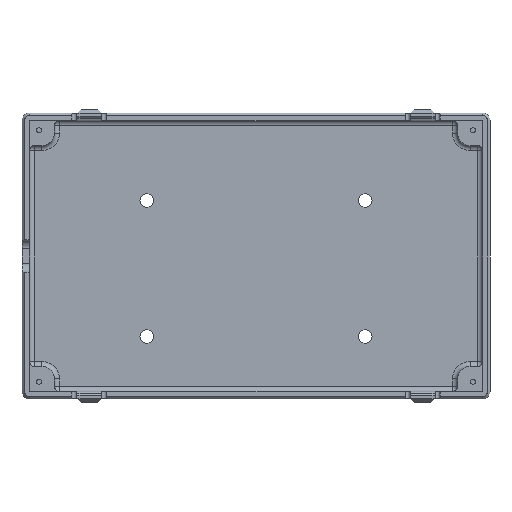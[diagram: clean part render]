
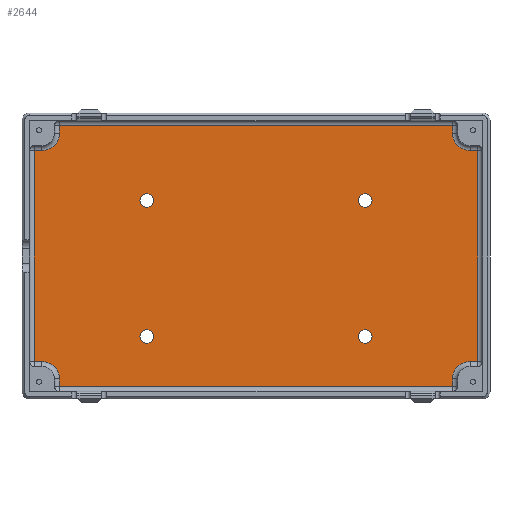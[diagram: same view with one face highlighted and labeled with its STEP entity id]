
A CAD part, front view. The second image highlights one B-rep face of the part: STEP entity #2644.
In plain terms, the highlighted planar face has unit normal (0, -1, 0).
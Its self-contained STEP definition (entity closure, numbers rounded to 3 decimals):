
#124=CIRCLE('',#2845,2.75);
#125=CIRCLE('',#2846,2.75);
#126=CIRCLE('',#2847,2.75);
#127=CIRCLE('',#2848,2.75);
#128=CIRCLE('',#2849,7.);
#129=CIRCLE('',#2850,7.);
#130=CIRCLE('',#2851,7.);
#131=CIRCLE('',#2852,7.);
#355=ORIENTED_EDGE('',*,*,#1129,.F.);
#356=ORIENTED_EDGE('',*,*,#1130,.F.);
#357=ORIENTED_EDGE('',*,*,#1131,.F.);
#358=ORIENTED_EDGE('',*,*,#1132,.F.);
#359=ORIENTED_EDGE('',*,*,#1133,.T.);
#360=ORIENTED_EDGE('',*,*,#1134,.T.);
#361=ORIENTED_EDGE('',*,*,#1135,.T.);
#362=ORIENTED_EDGE('',*,*,#1136,.T.);
#363=ORIENTED_EDGE('',*,*,#1137,.T.);
#364=ORIENTED_EDGE('',*,*,#1138,.T.);
#365=ORIENTED_EDGE('',*,*,#1139,.T.);
#366=ORIENTED_EDGE('',*,*,#1140,.T.);
#367=ORIENTED_EDGE('',*,*,#1141,.T.);
#368=ORIENTED_EDGE('',*,*,#1142,.T.);
#369=ORIENTED_EDGE('',*,*,#1143,.T.);
#370=ORIENTED_EDGE('',*,*,#1144,.T.);
#371=ORIENTED_EDGE('',*,*,#1145,.T.);
#372=ORIENTED_EDGE('',*,*,#1146,.T.);
#373=ORIENTED_EDGE('',*,*,#1147,.T.);
#374=ORIENTED_EDGE('',*,*,#1148,.T.);
#1129=EDGE_CURVE('',#1506,#1506,#124,.T.);
#1130=EDGE_CURVE('',#1507,#1507,#125,.T.);
#1131=EDGE_CURVE('',#1508,#1508,#126,.T.);
#1132=EDGE_CURVE('',#1509,#1509,#127,.T.);
#1133=EDGE_CURVE('',#1510,#1511,#128,.F.);
#1134=EDGE_CURVE('',#1511,#1512,#1742,.T.);
#1135=EDGE_CURVE('',#1512,#1513,#1743,.F.);
#1136=EDGE_CURVE('',#1513,#1514,#1744,.F.);
#1137=EDGE_CURVE('',#1514,#1515,#129,.F.);
#1138=EDGE_CURVE('',#1515,#1516,#1745,.F.);
#1139=EDGE_CURVE('',#1516,#1517,#1746,.F.);
#1140=EDGE_CURVE('',#1517,#1518,#1747,.T.);
#1141=EDGE_CURVE('',#1518,#1519,#130,.F.);
#1142=EDGE_CURVE('',#1519,#1520,#1748,.T.);
#1143=EDGE_CURVE('',#1520,#1521,#1749,.F.);
#1144=EDGE_CURVE('',#1521,#1522,#1750,.F.);
#1145=EDGE_CURVE('',#1522,#1523,#131,.F.);
#1146=EDGE_CURVE('',#1523,#1524,#1751,.F.);
#1147=EDGE_CURVE('',#1524,#1525,#1752,.F.);
#1148=EDGE_CURVE('',#1525,#1510,#1753,.T.);
#1506=VERTEX_POINT('',#4165);
#1507=VERTEX_POINT('',#4167);
#1508=VERTEX_POINT('',#4169);
#1509=VERTEX_POINT('',#4171);
#1510=VERTEX_POINT('',#4173);
#1511=VERTEX_POINT('',#4174);
#1512=VERTEX_POINT('',#4176);
#1513=VERTEX_POINT('',#4178);
#1514=VERTEX_POINT('',#4180);
#1515=VERTEX_POINT('',#4182);
#1516=VERTEX_POINT('',#4184);
#1517=VERTEX_POINT('',#4186);
#1518=VERTEX_POINT('',#4188);
#1519=VERTEX_POINT('',#4190);
#1520=VERTEX_POINT('',#4192);
#1521=VERTEX_POINT('',#4194);
#1522=VERTEX_POINT('',#4196);
#1523=VERTEX_POINT('',#4198);
#1524=VERTEX_POINT('',#4200);
#1525=VERTEX_POINT('',#4202);
#1742=LINE('',#4175,#2003);
#1743=LINE('',#4177,#2004);
#1744=LINE('',#4179,#2005);
#1745=LINE('',#4183,#2006);
#1746=LINE('',#4185,#2007);
#1747=LINE('',#4187,#2008);
#1748=LINE('',#4191,#2009);
#1749=LINE('',#4193,#2010);
#1750=LINE('',#4195,#2011);
#1751=LINE('',#4199,#2012);
#1752=LINE('',#4201,#2013);
#1753=LINE('',#4203,#2014);
#2003=VECTOR('',#3286,1000.);
#2004=VECTOR('',#3287,1000.);
#2005=VECTOR('',#3288,1000.);
#2006=VECTOR('',#3291,1000.);
#2007=VECTOR('',#3292,1000.);
#2008=VECTOR('',#3293,1000.);
#2009=VECTOR('',#3296,1000.);
#2010=VECTOR('',#3297,1000.);
#2011=VECTOR('',#3298,1000.);
#2012=VECTOR('',#3301,1000.);
#2013=VECTOR('',#3302,1000.);
#2014=VECTOR('',#3303,1000.);
#2191=EDGE_LOOP('',(#355));
#2192=EDGE_LOOP('',(#356));
#2193=EDGE_LOOP('',(#357));
#2194=EDGE_LOOP('',(#358));
#2195=EDGE_LOOP('',(#359,#360,#361,#362,#363,#364,#365,#366,#367,#368,#369,
#370,#371,#372,#373,#374));
#2372=FACE_BOUND('',#2191,.T.);
#2373=FACE_BOUND('',#2192,.T.);
#2374=FACE_BOUND('',#2193,.T.);
#2375=FACE_BOUND('',#2194,.T.);
#2376=FACE_BOUND('',#2195,.T.);
#2553=PLANE('',#2844);
#2644=ADVANCED_FACE('',(#2372,#2373,#2374,#2375,#2376),#2553,.T.);
#2844=AXIS2_PLACEMENT_3D('',#4163,#3274,#3275);
#2845=AXIS2_PLACEMENT_3D('',#4164,#3276,#3277);
#2846=AXIS2_PLACEMENT_3D('',#4166,#3278,#3279);
#2847=AXIS2_PLACEMENT_3D('',#4168,#3280,#3281);
#2848=AXIS2_PLACEMENT_3D('',#4170,#3282,#3283);
#2849=AXIS2_PLACEMENT_3D('',#4172,#3284,#3285);
#2850=AXIS2_PLACEMENT_3D('',#4181,#3289,#3290);
#2851=AXIS2_PLACEMENT_3D('',#4189,#3294,#3295);
#2852=AXIS2_PLACEMENT_3D('',#4197,#3299,#3300);
#3274=DIRECTION('',(0.,-1.,0.));
#3275=DIRECTION('',(0.,0.,-1.));
#3276=DIRECTION('',(0.,-1.,0.));
#3277=DIRECTION('',(1.,0.,0.));
#3278=DIRECTION('',(0.,-1.,0.));
#3279=DIRECTION('',(1.,0.,0.));
#3280=DIRECTION('',(0.,-1.,0.));
#3281=DIRECTION('',(1.,0.,0.));
#3282=DIRECTION('',(0.,-1.,0.));
#3283=DIRECTION('',(1.,0.,0.));
#3284=DIRECTION('',(0.,-1.,0.));
#3285=DIRECTION('',(0.,0.,-1.));
#3286=DIRECTION('',(1.,0.,0.));
#3287=DIRECTION('',(0.,0.,-1.));
#3288=DIRECTION('',(1.,0.,0.));
#3289=DIRECTION('',(0.,-1.,0.));
#3290=DIRECTION('',(0.,0.,-1.));
#3291=DIRECTION('',(0.,0.,-1.));
#3292=DIRECTION('',(1.,0.,0.));
#3293=DIRECTION('',(0.,0.,-1.));
#3294=DIRECTION('',(0.,-1.,0.));
#3295=DIRECTION('',(0.,0.,-1.));
#3296=DIRECTION('',(-1.,0.,0.));
#3297=DIRECTION('',(0.,0.,1.));
#3298=DIRECTION('',(-1.,0.,0.));
#3299=DIRECTION('',(0.,-1.,0.));
#3300=DIRECTION('',(0.,0.,-1.));
#3301=DIRECTION('',(0.,0.,1.));
#3302=DIRECTION('',(-1.,0.,0.));
#3303=DIRECTION('',(0.,0.,1.));
#4163=CARTESIAN_POINT('',(0.,-107.226,0.));
#4164=CARTESIAN_POINT('',(46.75,-107.226,21.75));
#4165=CARTESIAN_POINT('',(49.5,-107.226,21.75));
#4166=CARTESIAN_POINT('',(134.25,-107.226,21.75));
#4167=CARTESIAN_POINT('',(137.,-107.226,21.75));
#4168=CARTESIAN_POINT('',(134.25,-107.226,76.25));
#4169=CARTESIAN_POINT('',(137.,-107.226,76.25));
#4170=CARTESIAN_POINT('',(46.75,-107.226,76.25));
#4171=CARTESIAN_POINT('',(49.5,-107.226,76.25));
#4172=CARTESIAN_POINT('',(176.25,-107.226,4.75));
#4173=CARTESIAN_POINT('',(169.25,-107.226,4.75));
#4174=CARTESIAN_POINT('',(176.25,-107.226,11.75));
#4175=CARTESIAN_POINT('',(181.25,-107.226,11.75));
#4176=CARTESIAN_POINT('',(179.25,-107.226,11.75));
#4177=CARTESIAN_POINT('',(179.25,-107.226,98.25));
#4178=CARTESIAN_POINT('',(179.25,-107.226,96.25));
#4179=CARTESIAN_POINT('',(0.,-107.226,96.25));
#4180=CARTESIAN_POINT('',(176.25,-107.226,96.25));
#4181=CARTESIAN_POINT('',(176.25,-107.226,103.25));
#4182=CARTESIAN_POINT('',(169.25,-107.226,103.25));
#4183=CARTESIAN_POINT('',(169.25,-107.226,0.));
#4184=CARTESIAN_POINT('',(169.25,-107.226,106.25));
#4185=CARTESIAN_POINT('',(9.75,-107.226,106.25));
#4186=CARTESIAN_POINT('',(11.75,-107.226,106.25));
#4187=CARTESIAN_POINT('',(11.75,-107.226,103.25));
#4188=CARTESIAN_POINT('',(11.75,-107.226,103.25));
#4189=CARTESIAN_POINT('',(4.75,-107.226,103.25));
#4190=CARTESIAN_POINT('',(4.75,-107.226,96.25));
#4191=CARTESIAN_POINT('',(-0.25,-107.226,96.25));
#4192=CARTESIAN_POINT('',(1.75,-107.226,96.25));
#4193=CARTESIAN_POINT('',(1.75,-107.226,9.75));
#4194=CARTESIAN_POINT('',(1.75,-107.226,11.75));
#4195=CARTESIAN_POINT('',(0.,-107.226,11.75));
#4196=CARTESIAN_POINT('',(4.75,-107.226,11.75));
#4197=CARTESIAN_POINT('',(4.75,-107.226,4.75));
#4198=CARTESIAN_POINT('',(11.75,-107.226,4.75));
#4199=CARTESIAN_POINT('',(11.75,-107.226,0.));
#4200=CARTESIAN_POINT('',(11.75,-107.226,1.75));
#4201=CARTESIAN_POINT('',(171.25,-107.226,1.75));
#4202=CARTESIAN_POINT('',(169.25,-107.226,1.75));
#4203=CARTESIAN_POINT('',(169.25,-107.226,4.75));
